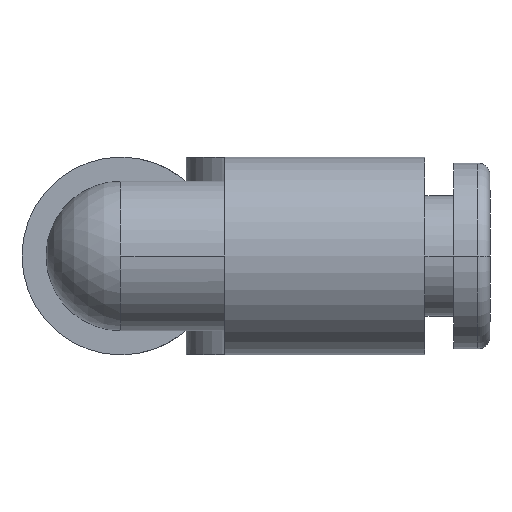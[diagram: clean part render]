
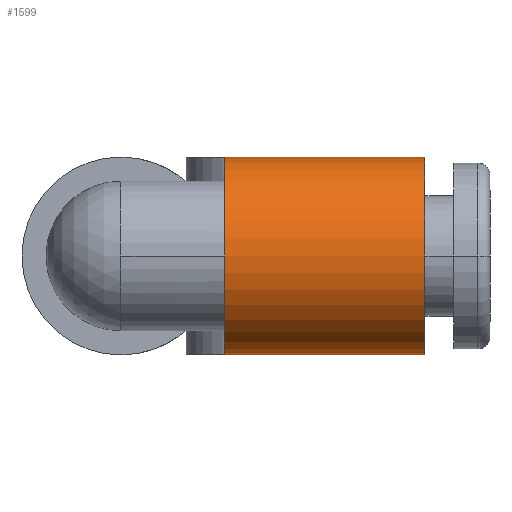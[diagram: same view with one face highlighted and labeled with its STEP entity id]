
A CAD part, left-side view. The second image highlights one B-rep face of the part: STEP entity #1599.
In plain terms, the highlighted cylindrical face has radius 4.1 mm (diameter 8.2 mm), a partial arc.
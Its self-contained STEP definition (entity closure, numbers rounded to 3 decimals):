
#16 = AXIS2_PLACEMENT_3D ( 'NONE', #346, #359, #356 ) ;
#33 = VECTOR ( 'NONE', #1363, 1000. ) ;
#41 = AXIS2_PLACEMENT_3D ( 'NONE', #329, #298, #336 ) ;
#77 = DIRECTION ( 'NONE',  ( 0., 0., 1. ) ) ;
#84 = CARTESIAN_POINT ( 'NONE',  ( 0., -12.6, 0. ) ) ;
#153 = DIRECTION ( 'NONE',  ( 0., -1., 0. ) ) ;
#227 = ORIENTED_EDGE ( 'NONE', *, *, #1345, .F. ) ;
#298 = DIRECTION ( 'NONE',  ( 0., 1., 0. ) ) ;
#299 = EDGE_LOOP ( 'NONE', ( #227, #434, #1069, #416 ) ) ;
#329 = CARTESIAN_POINT ( 'NONE',  ( 0., -24.197, 0. ) ) ;
#336 = DIRECTION ( 'NONE',  ( 0., 0., 1. ) ) ;
#346 = CARTESIAN_POINT ( 'NONE',  ( 0., -4.3, 0. ) ) ;
#356 = DIRECTION ( 'NONE',  ( 0., 0., 1. ) ) ;
#359 = DIRECTION ( 'NONE',  ( 0., 1., 0. ) ) ;
#363 = CIRCLE ( 'NONE', #16, 4.1 ) ;
#416 = ORIENTED_EDGE ( 'NONE', *, *, #1594, .F. ) ;
#434 = ORIENTED_EDGE ( 'NONE', *, *, #771, .F. ) ;
#436 = VERTEX_POINT ( 'NONE', #1468 ) ;
#455 = CARTESIAN_POINT ( 'NONE',  ( 0., -4.3, 4.1 ) ) ;
#481 = CIRCLE ( 'NONE', #893, 4.1 ) ;
#487 = LINE ( 'NONE', #1387, #1032 ) ;
#547 = FACE_OUTER_BOUND ( 'NONE', #299, .T. ) ;
#771 = EDGE_CURVE ( 'NONE', #436, #835, #481, .T. ) ;
#835 = VERTEX_POINT ( 'NONE', #852 ) ;
#852 = CARTESIAN_POINT ( 'NONE',  ( 0., -12.6, -4.1 ) ) ;
#893 = AXIS2_PLACEMENT_3D ( 'NONE', #84, #153, #77 ) ;
#930 = CYLINDRICAL_SURFACE ( 'NONE', #41, 4.1 ) ;
#988 = CARTESIAN_POINT ( 'NONE',  ( 0., -4.3, -4.1 ) ) ;
#1032 = VECTOR ( 'NONE', #1411, 1000. ) ;
#1069 = ORIENTED_EDGE ( 'NONE', *, *, #1307, .T. ) ;
#1307 = EDGE_CURVE ( 'NONE', #436, #1475, #1529, .T. ) ;
#1345 = EDGE_CURVE ( 'NONE', #835, #1404, #487, .T. ) ;
#1363 = DIRECTION ( 'NONE',  ( 0., 1., 0. ) ) ;
#1368 = CARTESIAN_POINT ( 'NONE',  ( 0., -24.197, 4.1 ) ) ;
#1387 = CARTESIAN_POINT ( 'NONE',  ( 0., -24.197, -4.1 ) ) ;
#1404 = VERTEX_POINT ( 'NONE', #988 ) ;
#1411 = DIRECTION ( 'NONE',  ( 0., 1., 0. ) ) ;
#1468 = CARTESIAN_POINT ( 'NONE',  ( 0., -12.6, 4.1 ) ) ;
#1475 = VERTEX_POINT ( 'NONE', #455 ) ;
#1529 = LINE ( 'NONE', #1368, #33 ) ;
#1594 = EDGE_CURVE ( 'NONE', #1404, #1475, #363, .T. ) ;
#1599 = ADVANCED_FACE ( 'NONE', ( #547 ), #930, .T. ) ;
